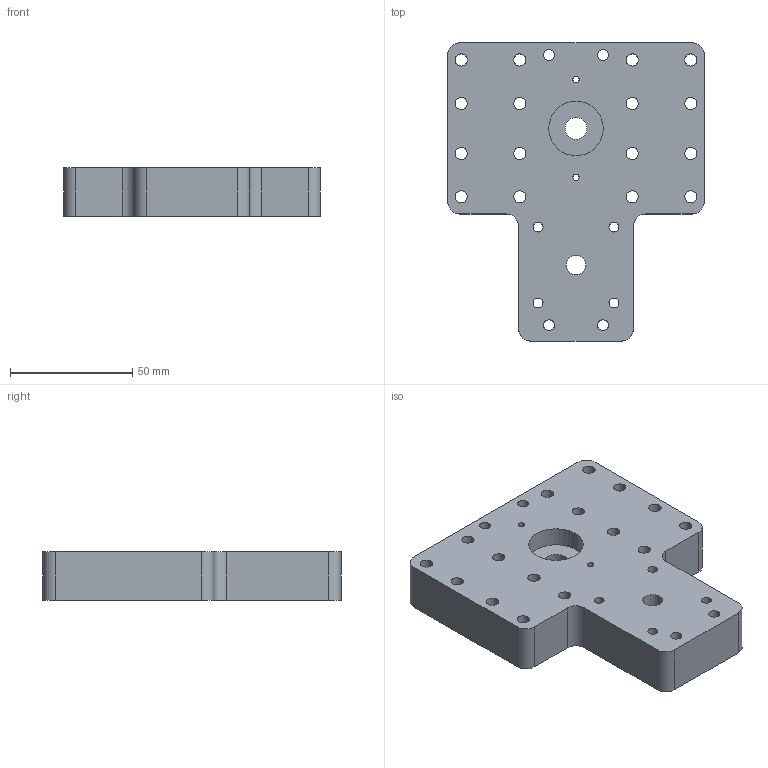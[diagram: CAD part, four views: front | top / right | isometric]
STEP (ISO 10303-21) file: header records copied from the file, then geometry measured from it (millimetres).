
FILE_DESCRIPTION(/* description */ (''),/* implementation_level */ '2;1');
FILE_NAME(/* name */ '007 v18.stp',/* time_stamp */ '2024-05-05T11:30:59+02:00',/* author */ (''),/* organization */ (''),/* preprocessor_version */ 'ST-DEVELOPER v20',/* originating_system */ 'Autodesk Translation Framework v12.20.1.177',/* authorisation */ '');
FILE_SCHEMA (('AUTOMOTIVE_DESIGN { 1 0 10303 214 3 1 1 }'));
Length unit declared in the file: millimetre
Products named in the file (1): 007
Bounding box: 105 x 122 x 20 mm (x, y, z)
Volume: 154147.5 mm3; surface area: 39157.3 mm2
Topology: 1 solids, 1 shells, 93 faces, 207 edges, 138 vertices
Faces by surface type: cylinder 57, plane 36
Full cylindrical faces by diameter (mm): 2.6 x2, 4 x4, 4.5 x4, 5 x16, 8 x17, 8.15 x2, 9 x1, 22.2 x1, 22.3 x2
Entity records: 2780 total; most frequent: DIRECTION 509, CARTESIAN_POINT 439, ORIENTED_EDGE 414, AXIS2_PLACEMENT_3D 208, EDGE_CURVE 207, EDGE_LOOP 171, VERTEX_POINT 138, CIRCLE 114
